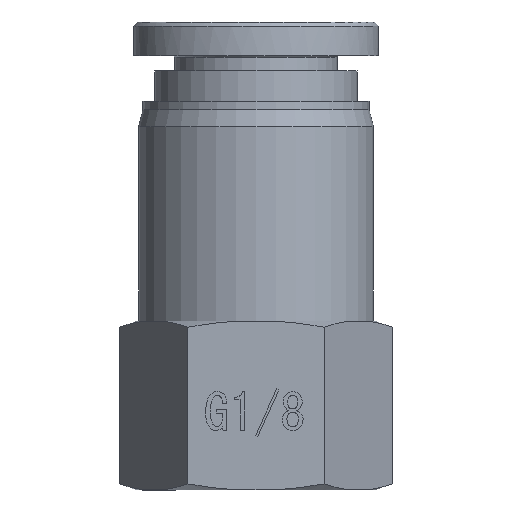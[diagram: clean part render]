
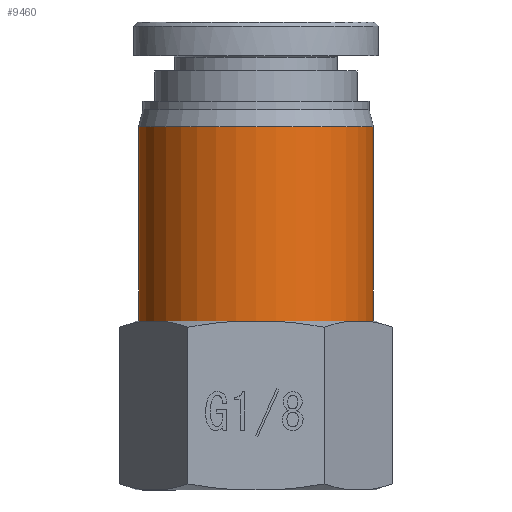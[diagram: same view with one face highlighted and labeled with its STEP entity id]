
A CAD part, front view. The second image highlights one B-rep face of the part: STEP entity #9460.
In plain terms, the highlighted cylindrical face has radius 6.95 mm (diameter 13.9 mm), a full revolution.
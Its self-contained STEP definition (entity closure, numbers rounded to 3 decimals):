
#9284=CARTESIAN_POINT('',(-6.95,10.0,0.0));
#9285=VERTEX_POINT('',#9284);
#9286=CARTESIAN_POINT('',(0.,10.0,0.0));
#9287=DIRECTION('',(0.0,1.0,0.0));
#9288=DIRECTION('',(-1.0,0.0,0.0));
#9289=AXIS2_PLACEMENT_3D('',#9286,#9287,#9288);
#9290=CIRCLE('',#9289,6.95);
#9291=EDGE_CURVE('',#9285,#9285,#9290,.T.);
#9441=CARTESIAN_POINT('',(0.,21.,0.0));
#9442=DIRECTION('',(0.,1.0,0.0));
#9443=DIRECTION('',(-1.0,0.0,0.0));
#9444=AXIS2_PLACEMENT_3D('',#9441,#9442,#9443);
#9445=CYLINDRICAL_SURFACE('',#9444,6.95);
#9446=ORIENTED_EDGE('',*,*,#9291,.T.);
#9447=EDGE_LOOP('',(#9446));
#9448=FACE_OUTER_BOUND('',#9447,.T.);
#9449=CARTESIAN_POINT('',(-6.95,21.5,0.0));
#9450=VERTEX_POINT('',#9449);
#9451=CARTESIAN_POINT('',(0.,21.5,0.0));
#9452=DIRECTION('',(0.0,1.0,0.0));
#9453=DIRECTION('',(-1.0,0.0,0.0));
#9454=AXIS2_PLACEMENT_3D('',#9451,#9452,#9453);
#9455=CIRCLE('',#9454,6.95);
#9456=EDGE_CURVE('',#9450,#9450,#9455,.T.);
#9457=ORIENTED_EDGE('',*,*,#9456,.F.);
#9458=EDGE_LOOP('',(#9457));
#9459=FACE_BOUND('',#9458,.T.);
#9460=ADVANCED_FACE('',(#9448,#9459),#9445,.T.);
